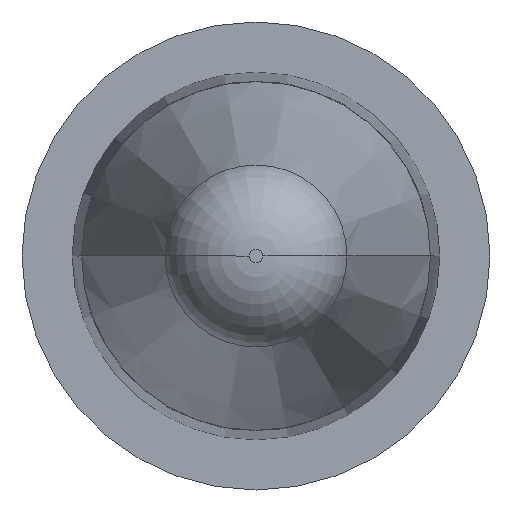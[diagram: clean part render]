
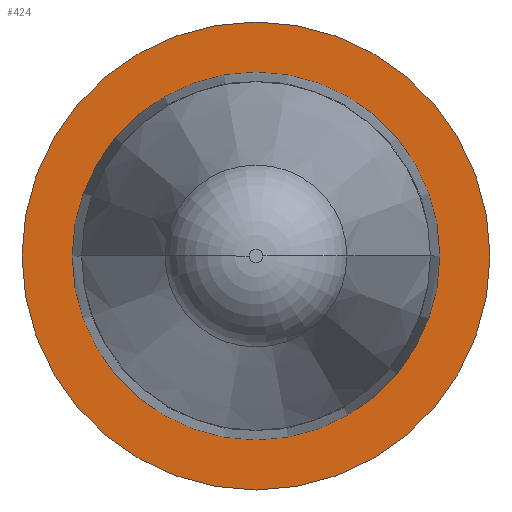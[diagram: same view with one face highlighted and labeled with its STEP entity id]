
A CAD part, front view. The second image highlights one B-rep face of the part: STEP entity #424.
In plain terms, the highlighted planar face has unit normal (0, -1, 0).
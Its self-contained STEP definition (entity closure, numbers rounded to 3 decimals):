
#17 = DIRECTION ( 'NONE',  ( -1., 0., 0. ) ) ;
#22 = CARTESIAN_POINT ( 'NONE',  ( -8.25, -11.15, 0. ) ) ;
#23 = EDGE_CURVE ( 'NONE', #501, #611, #704, .T. ) ;
#29 = CARTESIAN_POINT ( 'NONE',  ( -10.5, -11.15, 0. ) ) ;
#39 = EDGE_CURVE ( 'NONE', #382, #429, #553, .T. ) ;
#54 = CARTESIAN_POINT ( 'NONE',  ( 0., -11.15, 0. ) ) ;
#117 = DIRECTION ( 'NONE',  ( 0., 1., 0. ) ) ;
#119 = AXIS2_PLACEMENT_3D ( 'NONE', #642, #117, #17 ) ;
#174 = CARTESIAN_POINT ( 'NONE',  ( 0., -11.15, 0. ) ) ;
#180 = AXIS2_PLACEMENT_3D ( 'NONE', #174, #402, #285 ) ;
#197 = ORIENTED_EDGE ( 'NONE', *, *, #23, .T. ) ;
#203 = ORIENTED_EDGE ( 'NONE', *, *, #305, .T. ) ;
#204 = PLANE ( 'NONE',  #275 ) ;
#252 = DIRECTION ( 'NONE',  ( 0., 1., 0. ) ) ;
#263 = FACE_BOUND ( 'NONE', #439, .T. ) ;
#275 = AXIS2_PLACEMENT_3D ( 'NONE', #296, #571, #588 ) ;
#285 = DIRECTION ( 'NONE',  ( -1., 0., 0. ) ) ;
#296 = CARTESIAN_POINT ( 'NONE',  ( 0., -11.15, 0. ) ) ;
#305 = EDGE_CURVE ( 'NONE', #611, #501, #646, .T. ) ;
#327 = FACE_OUTER_BOUND ( 'NONE', #329, .T. ) ;
#329 = EDGE_LOOP ( 'NONE', ( #510, #636 ) ) ;
#361 = DIRECTION ( 'NONE',  ( -1., 0., 0. ) ) ;
#382 = VERTEX_POINT ( 'NONE', #29 ) ;
#402 = DIRECTION ( 'NONE',  ( 0., 1., 0. ) ) ;
#417 = CARTESIAN_POINT ( 'NONE',  ( 0., -11.15, 0. ) ) ;
#424 = ADVANCED_FACE ( 'NONE', ( #263, #327 ), #204, .T. ) ;
#429 = VERTEX_POINT ( 'NONE', #746 ) ;
#439 = EDGE_LOOP ( 'NONE', ( #203, #197 ) ) ;
#455 = CARTESIAN_POINT ( 'NONE',  ( 8.25, -11.15, 0. ) ) ;
#501 = VERTEX_POINT ( 'NONE', #455 ) ;
#510 = ORIENTED_EDGE ( 'NONE', *, *, #39, .F. ) ;
#535 = AXIS2_PLACEMENT_3D ( 'NONE', #54, #695, #745 ) ;
#553 = CIRCLE ( 'NONE', #180, 10.5 ) ;
#571 = DIRECTION ( 'NONE',  ( 0., -1., 0. ) ) ;
#586 = CIRCLE ( 'NONE', #682, 10.5 ) ;
#588 = DIRECTION ( 'NONE',  ( 1., 0., 0. ) ) ;
#611 = VERTEX_POINT ( 'NONE', #22 ) ;
#636 = ORIENTED_EDGE ( 'NONE', *, *, #677, .F. ) ;
#642 = CARTESIAN_POINT ( 'NONE',  ( 0., -11.15, 0. ) ) ;
#646 = CIRCLE ( 'NONE', #119, 8.25 ) ;
#677 = EDGE_CURVE ( 'NONE', #429, #382, #586, .T. ) ;
#682 = AXIS2_PLACEMENT_3D ( 'NONE', #417, #252, #361 ) ;
#695 = DIRECTION ( 'NONE',  ( 0., 1., 0. ) ) ;
#704 = CIRCLE ( 'NONE', #535, 8.25 ) ;
#745 = DIRECTION ( 'NONE',  ( -1., 0., 0. ) ) ;
#746 = CARTESIAN_POINT ( 'NONE',  ( 10.5, -11.15, 0. ) ) ;
